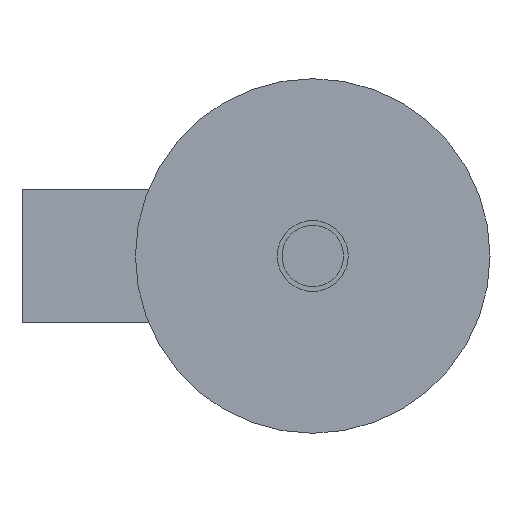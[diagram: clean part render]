
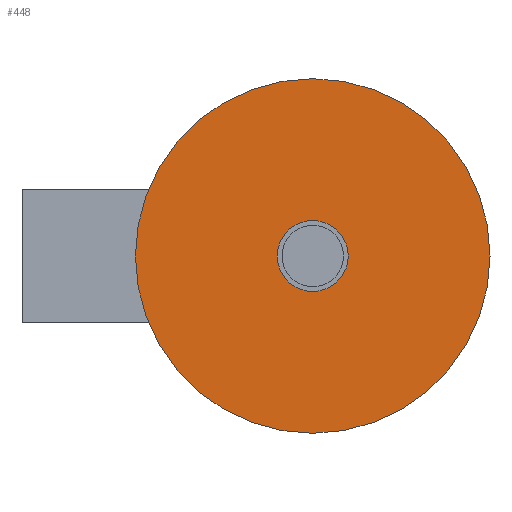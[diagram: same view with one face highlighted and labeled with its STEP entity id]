
A CAD part, front view. The second image highlights one B-rep face of the part: STEP entity #448.
In plain terms, the highlighted planar face has unit normal (0, -1, 0).
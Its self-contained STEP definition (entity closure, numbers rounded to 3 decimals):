
#18 = DIRECTION ( 'NONE',  ( 0., 0., -1. ) ) ;
#25 = CARTESIAN_POINT ( 'NONE',  ( 0., -8., 0. ) ) ;
#63 = VERTEX_POINT ( 'NONE', #901 ) ;
#76 = EDGE_LOOP ( 'NONE', ( #710, #1115 ) ) ;
#142 = FACE_OUTER_BOUND ( 'NONE', #1110, .T. ) ;
#170 = DIRECTION ( 'NONE',  ( 0., -1., 0. ) ) ;
#226 = DIRECTION ( 'NONE',  ( 0., 0., -1. ) ) ;
#261 = VERTEX_POINT ( 'NONE', #1287 ) ;
#273 = CIRCLE ( 'NONE', #413, 75. ) ;
#275 = CIRCLE ( 'NONE', #743, 75. ) ;
#352 = DIRECTION ( 'NONE',  ( 0., 0., -1. ) ) ;
#402 = CARTESIAN_POINT ( 'NONE',  ( 0., -8., 0. ) ) ;
#413 = AXIS2_PLACEMENT_3D ( 'NONE', #1392, #1398, #226 ) ;
#448 = ADVANCED_FACE ( 'NONE', ( #678, #142 ), #667, .T. ) ;
#488 = CARTESIAN_POINT ( 'NONE',  ( 0., -8., -75. ) ) ;
#502 = CIRCLE ( 'NONE', #783, 15. ) ;
#545 = AXIS2_PLACEMENT_3D ( 'NONE', #555, #580, #18 ) ;
#555 = CARTESIAN_POINT ( 'NONE',  ( 0., -8., 0. ) ) ;
#580 = DIRECTION ( 'NONE',  ( 0., -1., 0. ) ) ;
#604 = EDGE_CURVE ( 'NONE', #261, #863, #617, .T. ) ;
#617 = CIRCLE ( 'NONE', #1142, 15. ) ;
#648 = EDGE_CURVE ( 'NONE', #63, #847, #273, .T. ) ;
#667 = PLANE ( 'NONE',  #545 ) ;
#678 = FACE_BOUND ( 'NONE', #76, .T. ) ;
#710 = ORIENTED_EDGE ( 'NONE', *, *, #965, .F. ) ;
#728 = DIRECTION ( 'NONE',  ( 0., -1., 0. ) ) ;
#743 = AXIS2_PLACEMENT_3D ( 'NONE', #402, #728, #959 ) ;
#783 = AXIS2_PLACEMENT_3D ( 'NONE', #1254, #170, #833 ) ;
#833 = DIRECTION ( 'NONE',  ( 0., 0., -1. ) ) ;
#847 = VERTEX_POINT ( 'NONE', #488 ) ;
#863 = VERTEX_POINT ( 'NONE', #1323 ) ;
#899 = DIRECTION ( 'NONE',  ( 0., -1., 0. ) ) ;
#901 = CARTESIAN_POINT ( 'NONE',  ( 0., -8., 75. ) ) ;
#959 = DIRECTION ( 'NONE',  ( 0., 0., -1. ) ) ;
#965 = EDGE_CURVE ( 'NONE', #863, #261, #502, .T. ) ;
#998 = ORIENTED_EDGE ( 'NONE', *, *, #648, .T. ) ;
#1084 = ORIENTED_EDGE ( 'NONE', *, *, #1356, .T. ) ;
#1110 = EDGE_LOOP ( 'NONE', ( #1084, #998 ) ) ;
#1115 = ORIENTED_EDGE ( 'NONE', *, *, #604, .F. ) ;
#1142 = AXIS2_PLACEMENT_3D ( 'NONE', #25, #899, #352 ) ;
#1254 = CARTESIAN_POINT ( 'NONE',  ( 0., -8., 0. ) ) ;
#1287 = CARTESIAN_POINT ( 'NONE',  ( 0., -8., -15. ) ) ;
#1323 = CARTESIAN_POINT ( 'NONE',  ( 0., -8., 15. ) ) ;
#1356 = EDGE_CURVE ( 'NONE', #847, #63, #275, .T. ) ;
#1392 = CARTESIAN_POINT ( 'NONE',  ( 0., -8., 0. ) ) ;
#1398 = DIRECTION ( 'NONE',  ( 0., -1., 0. ) ) ;
